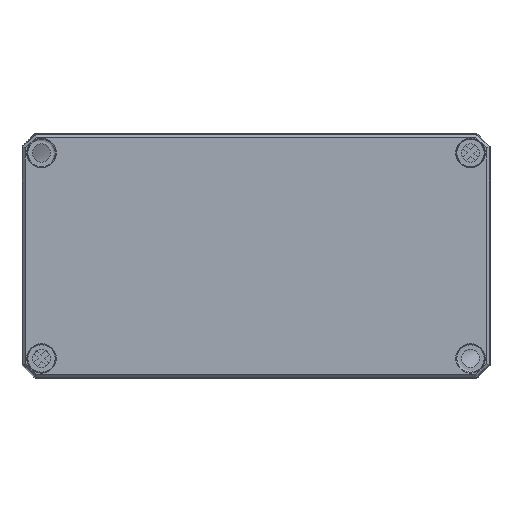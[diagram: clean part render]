
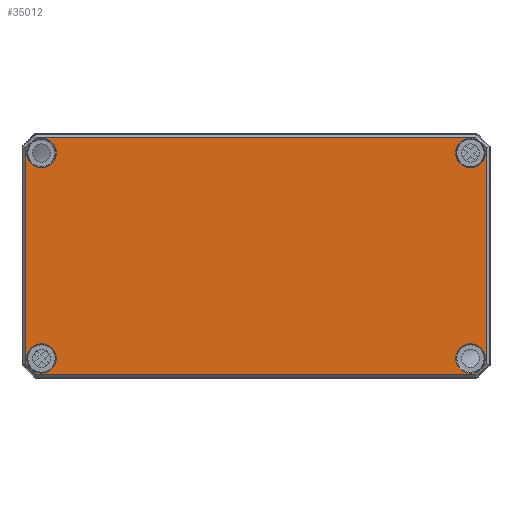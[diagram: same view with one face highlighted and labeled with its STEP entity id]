
A CAD part, top view. The second image highlights one B-rep face of the part: STEP entity #35012.
In plain terms, the highlighted planar face has unit normal (0, 0, 1).
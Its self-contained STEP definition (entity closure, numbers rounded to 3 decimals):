
#285=FACE_BOUND('',#11198,.T.);
#286=FACE_BOUND('',#11199,.T.);
#287=FACE_BOUND('',#11200,.T.);
#288=FACE_BOUND('',#11201,.T.);
#955=PLANE('',#37598);
#3424=LINE('',#62798,#6190);
#3425=LINE('',#62800,#6191);
#3426=LINE('',#62802,#6192);
#3427=LINE('',#62804,#6193);
#3428=LINE('',#62806,#6194);
#3429=LINE('',#62808,#6195);
#3430=LINE('',#62810,#6196);
#3431=LINE('',#62811,#6197);
#6190=VECTOR('',#44630,10.);
#6191=VECTOR('',#44631,10.);
#6192=VECTOR('',#44632,10.);
#6193=VECTOR('',#44633,10.);
#6194=VECTOR('',#44634,10.);
#6195=VECTOR('',#44635,10.);
#6196=VECTOR('',#44636,10.);
#6197=VECTOR('',#44637,10.);
#8913=FACE_OUTER_BOUND('',#11197,.T.);
#11197=EDGE_LOOP('',(#29996,#29997,#29998,#29999,#30000,#30001,#30002,#30003));
#11198=EDGE_LOOP('',(#30004,#30005));
#11199=EDGE_LOOP('',(#30006,#30007));
#11200=EDGE_LOOP('',(#30008));
#11201=EDGE_LOOP('',(#30009));
#13583=CIRCLE('',#37593,5.672);
#13587=CIRCLE('',#37599,5.672);
#13588=CIRCLE('',#37600,5.672);
#13589=CIRCLE('',#37601,5.672);
#13590=CIRCLE('',#37602,5.672);
#13591=CIRCLE('',#37603,5.672);
#16651=VERTEX_POINT('',#62786);
#16654=VERTEX_POINT('',#62796);
#16655=VERTEX_POINT('',#62797);
#16656=VERTEX_POINT('',#62799);
#16657=VERTEX_POINT('',#62801);
#16658=VERTEX_POINT('',#62803);
#16659=VERTEX_POINT('',#62805);
#16660=VERTEX_POINT('',#62807);
#16661=VERTEX_POINT('',#62809);
#16662=VERTEX_POINT('',#62812);
#16663=VERTEX_POINT('',#62813);
#16664=VERTEX_POINT('',#62816);
#16665=VERTEX_POINT('',#62817);
#16666=VERTEX_POINT('',#62820);
#21188=EDGE_CURVE('',#16651,#16651,#13583,.T.);
#21193=EDGE_CURVE('',#16654,#16655,#3424,.T.);
#21194=EDGE_CURVE('',#16656,#16654,#3425,.T.);
#21195=EDGE_CURVE('',#16657,#16656,#3426,.T.);
#21196=EDGE_CURVE('',#16658,#16657,#3427,.T.);
#21197=EDGE_CURVE('',#16659,#16658,#3428,.T.);
#21198=EDGE_CURVE('',#16660,#16659,#3429,.T.);
#21199=EDGE_CURVE('',#16661,#16660,#3430,.T.);
#21200=EDGE_CURVE('',#16655,#16661,#3431,.T.);
#21201=EDGE_CURVE('',#16662,#16663,#13587,.T.);
#21202=EDGE_CURVE('',#16663,#16662,#13588,.T.);
#21203=EDGE_CURVE('',#16664,#16665,#13589,.T.);
#21204=EDGE_CURVE('',#16665,#16664,#13590,.T.);
#21205=EDGE_CURVE('',#16666,#16666,#13591,.T.);
#29996=ORIENTED_EDGE('',*,*,#21193,.F.);
#29997=ORIENTED_EDGE('',*,*,#21194,.F.);
#29998=ORIENTED_EDGE('',*,*,#21195,.F.);
#29999=ORIENTED_EDGE('',*,*,#21196,.F.);
#30000=ORIENTED_EDGE('',*,*,#21197,.F.);
#30001=ORIENTED_EDGE('',*,*,#21198,.F.);
#30002=ORIENTED_EDGE('',*,*,#21199,.F.);
#30003=ORIENTED_EDGE('',*,*,#21200,.F.);
#30004=ORIENTED_EDGE('',*,*,#21201,.F.);
#30005=ORIENTED_EDGE('',*,*,#21202,.F.);
#30006=ORIENTED_EDGE('',*,*,#21203,.F.);
#30007=ORIENTED_EDGE('',*,*,#21204,.F.);
#30008=ORIENTED_EDGE('',*,*,#21205,.F.);
#30009=ORIENTED_EDGE('',*,*,#21188,.F.);
#35012=ADVANCED_FACE('',(#8913,#285,#286,#287,#288),#955,.T.);
#37593=AXIS2_PLACEMENT_3D('',#62787,#44617,#44618);
#37598=AXIS2_PLACEMENT_3D('',#62795,#44628,#44629);
#37599=AXIS2_PLACEMENT_3D('',#62814,#44638,#44639);
#37600=AXIS2_PLACEMENT_3D('',#62815,#44640,#44641);
#37601=AXIS2_PLACEMENT_3D('',#62818,#44642,#44643);
#37602=AXIS2_PLACEMENT_3D('',#62819,#44644,#44645);
#37603=AXIS2_PLACEMENT_3D('',#62821,#44646,#44647);
#44617=DIRECTION('center_axis',(0.,0.,1.));
#44618=DIRECTION('ref_axis',(-1.,0.,0.));
#44628=DIRECTION('center_axis',(0.,0.,1.));
#44629=DIRECTION('ref_axis',(1.,0.,0.));
#44630=DIRECTION('',(0.707,-0.707,0.));
#44631=DIRECTION('',(1.,0.,0.));
#44632=DIRECTION('',(0.707,0.707,0.));
#44633=DIRECTION('',(0.,1.,0.));
#44634=DIRECTION('',(-0.707,0.707,0.));
#44635=DIRECTION('',(-1.,0.,0.));
#44636=DIRECTION('',(-0.707,-0.707,0.));
#44637=DIRECTION('',(0.,-1.,0.));
#44638=DIRECTION('center_axis',(0.,0.,1.));
#44639=DIRECTION('ref_axis',(1.,0.,0.));
#44640=DIRECTION('center_axis',(0.,0.,1.));
#44641=DIRECTION('ref_axis',(1.,0.,0.));
#44642=DIRECTION('center_axis',(0.,0.,1.));
#44643=DIRECTION('ref_axis',(1.,0.,0.));
#44644=DIRECTION('center_axis',(0.,0.,1.));
#44645=DIRECTION('ref_axis',(1.,0.,0.));
#44646=DIRECTION('center_axis',(0.,0.,1.));
#44647=DIRECTION('ref_axis',(-1.,0.,0.));
#62786=CARTESIAN_POINT('',(-76.828,39.5,39.));
#62787=CARTESIAN_POINT('Origin',(-82.5,39.5,39.));
#62795=CARTESIAN_POINT('Origin',(0.,0.,
39.));
#62796=CARTESIAN_POINT('',(84.445,45.66,39.));
#62797=CARTESIAN_POINT('',(88.66,41.445,39.));
#62798=CARTESIAN_POINT('',(74.552,55.552,39.));
#62799=CARTESIAN_POINT('',(-84.445,45.66,39.));
#62800=CARTESIAN_POINT('',(-42.5,45.66,39.));
#62801=CARTESIAN_POINT('',(-88.66,41.445,39.));
#62802=CARTESIAN_POINT('',(-77.052,53.052,39.));
#62803=CARTESIAN_POINT('',(-88.66,-41.445,39.));
#62804=CARTESIAN_POINT('',(-88.66,-21.,39.));
#62805=CARTESIAN_POINT('',(-84.445,-45.66,39.));
#62806=CARTESIAN_POINT('',(-74.552,-55.552,39.));
#62807=CARTESIAN_POINT('',(84.445,-45.66,39.));
#62808=CARTESIAN_POINT('',(42.5,-45.66,39.));
#62809=CARTESIAN_POINT('',(88.66,-41.445,39.));
#62810=CARTESIAN_POINT('',(77.052,-53.052,39.));
#62811=CARTESIAN_POINT('',(88.66,21.,39.));
#62812=CARTESIAN_POINT('',(76.828,39.5,39.));
#62813=CARTESIAN_POINT('',(88.172,39.5,39.));
#62814=CARTESIAN_POINT('Origin',(82.5,39.5,39.));
#62815=CARTESIAN_POINT('Origin',(82.5,39.5,39.));
#62816=CARTESIAN_POINT('',(76.828,-39.5,39.));
#62817=CARTESIAN_POINT('',(88.172,-39.5,39.));
#62818=CARTESIAN_POINT('Origin',(82.5,-39.5,39.));
#62819=CARTESIAN_POINT('Origin',(82.5,-39.5,39.));
#62820=CARTESIAN_POINT('',(-76.828,-39.5,39.));
#62821=CARTESIAN_POINT('Origin',(-82.5,-39.5,39.));
